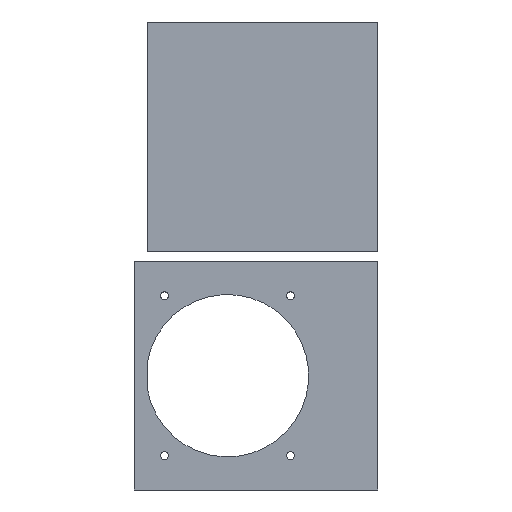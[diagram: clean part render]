
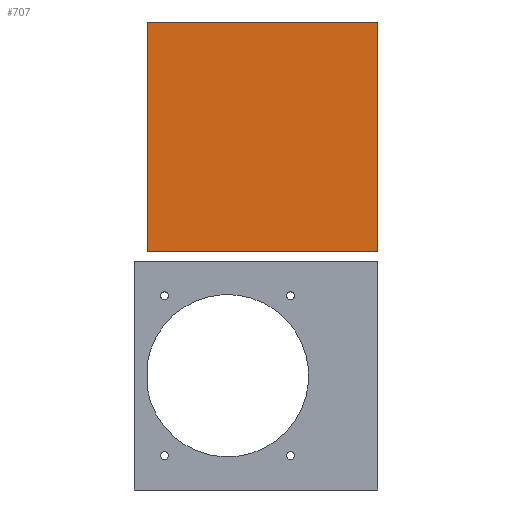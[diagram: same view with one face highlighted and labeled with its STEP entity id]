
A CAD part, front view. The second image highlights one B-rep face of the part: STEP entity #707.
In plain terms, the highlighted planar face has unit normal (0, -1, 0).
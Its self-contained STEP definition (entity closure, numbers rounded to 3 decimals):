
#52=LINE('',#1075,#117);
#53=LINE('',#1077,#118);
#54=LINE('',#1079,#119);
#55=LINE('',#1080,#120);
#117=VECTOR('',#860,10.);
#118=VECTOR('',#861,10.);
#119=VECTOR('',#862,10.);
#120=VECTOR('',#863,10.);
#186=FACE_OUTER_BOUND('',#232,.T.);
#232=EDGE_LOOP('',(#486,#487,#488,#489));
#328=VERTEX_POINT('',#1073);
#329=VERTEX_POINT('',#1074);
#330=VERTEX_POINT('',#1076);
#331=VERTEX_POINT('',#1078);
#391=EDGE_CURVE('',#328,#329,#52,.T.);
#392=EDGE_CURVE('',#329,#330,#53,.T.);
#393=EDGE_CURVE('',#330,#331,#54,.T.);
#394=EDGE_CURVE('',#331,#328,#55,.T.);
#486=ORIENTED_EDGE('',*,*,#391,.T.);
#487=ORIENTED_EDGE('',*,*,#392,.T.);
#488=ORIENTED_EDGE('',*,*,#393,.T.);
#489=ORIENTED_EDGE('',*,*,#394,.T.);
#676=PLANE('',#772);
#707=ADVANCED_FACE('',(#186),#676,.T.);
#772=AXIS2_PLACEMENT_3D('',#1072,#858,#859);
#858=DIRECTION('center_axis',(0.,-1.,0.));
#859=DIRECTION('ref_axis',(0.,0.,-1.));
#860=DIRECTION('',(1.,0.,0.));
#861=DIRECTION('',(0.,0.,1.));
#862=DIRECTION('',(-1.,0.,0.));
#863=DIRECTION('',(0.,0.,-1.));
#1072=CARTESIAN_POINT('Origin',(309.25,75.102,69.637));
#1073=CARTESIAN_POINT('',(291.5,75.102,52.));
#1074=CARTESIAN_POINT('',(327.,75.102,52.));
#1075=CARTESIAN_POINT('',(309.25,75.102,52.));
#1076=CARTESIAN_POINT('',(327.,75.102,87.274));
#1077=CARTESIAN_POINT('',(327.,75.102,69.637));
#1078=CARTESIAN_POINT('',(291.5,75.102,87.274));
#1079=CARTESIAN_POINT('',(309.25,75.102,87.274));
#1080=CARTESIAN_POINT('',(291.5,75.102,69.637));
